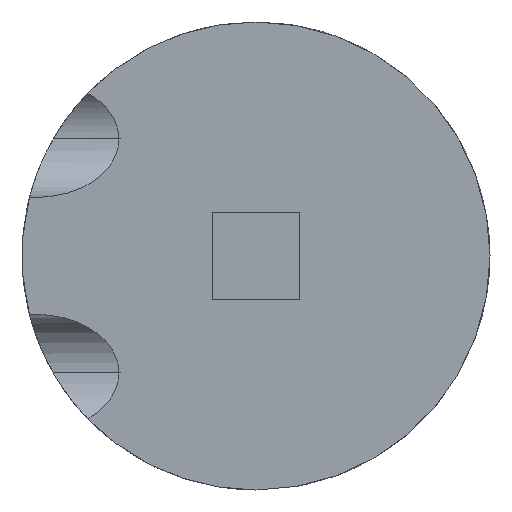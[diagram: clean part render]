
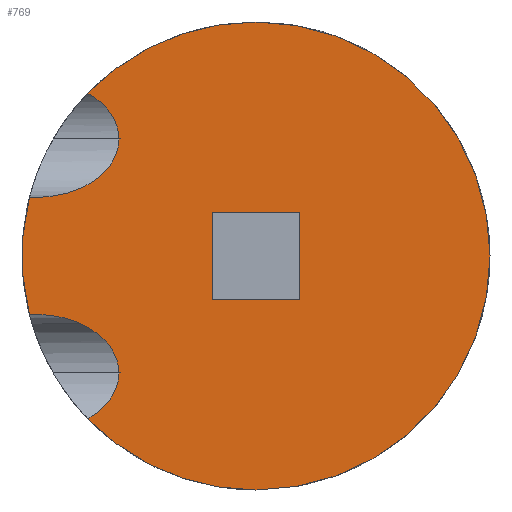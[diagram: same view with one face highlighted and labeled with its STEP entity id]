
A CAD part, front view. The second image highlights one B-rep face of the part: STEP entity #769.
In plain terms, the highlighted planar face has unit normal (0, -1, 0).
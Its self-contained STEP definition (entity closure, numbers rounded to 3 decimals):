
#92=CARTESIAN_POINT('Vertex',(-19.361,0.,5.016)) ;
#96=CARTESIAN_POINT('Control Point',(-19.361,0.,5.016)) ;
#97=CARTESIAN_POINT('Control Point',(-18.388,0.,4.961)) ;
#98=CARTESIAN_POINT('Control Point',(-17.365,0.,5.021)) ;
#99=CARTESIAN_POINT('Control Point',(-16.327,0.,5.219)) ;
#100=CARTESIAN_POINT('Control Point',(-14.507,0.,5.854)) ;
#101=CARTESIAN_POINT('Control Point',(-13.047,0.,6.96)) ;
#102=CARTESIAN_POINT('Control Point',(-12.496,0.,7.556)) ;
#103=CARTESIAN_POINT('Control Point',(-11.983,0.,8.434)) ;
#104=CARTESIAN_POINT('Control Point',(-11.768,0.,9.331)) ;
#105=CARTESIAN_POINT('Control Point',(-11.733,0.,9.558)) ;
#106=CARTESIAN_POINT('Control Point',(-11.716,0.,9.781)) ;
#107=CARTESIAN_POINT('Control Point',(-11.716,0.,10.)) ;
#108=CARTESIAN_POINT('Vertex',(-11.716,0.,10.)) ;
#205=CARTESIAN_POINT('Control Point',(-11.716,0.,10.)) ;
#206=CARTESIAN_POINT('Control Point',(-11.716,0.,10.921)) ;
#207=CARTESIAN_POINT('Control Point',(-12.016,0.,11.872)) ;
#208=CARTESIAN_POINT('Control Point',(-12.653,0.,12.719)) ;
#209=CARTESIAN_POINT('Control Point',(-13.464,0.,13.393)) ;
#210=CARTESIAN_POINT('Control Point',(-14.374,0.,13.907)) ;
#211=CARTESIAN_POINT('Vertex',(-14.374,0.,13.907)) ;
#273=CARTESIAN_POINT('Vertex',(0.,0.,20.)) ;
#358=CARTESIAN_POINT('Vertex',(0.,0.,-20.)) ;
#361=CARTESIAN_POINT('Axis2P3D Location',(0.,0.,0.)) ;
#365=CARTESIAN_POINT('Vertex',(-14.374,0.,-13.907)) ;
#429=CARTESIAN_POINT('Vertex',(-19.361,0.,-5.016)) ;
#432=CARTESIAN_POINT('Axis2P3D Location',(0.,0.,0.)) ;
#437=CARTESIAN_POINT('Axis2P3D Location',(0.,0.,0.)) ;
#682=CARTESIAN_POINT('Axis2P3D Location',(0.,0.,0.)) ;
#688=CARTESIAN_POINT('Control Point',(-14.374,0.,-13.907)) ;
#689=CARTESIAN_POINT('Control Point',(-13.862,0.,-13.618)) ;
#690=CARTESIAN_POINT('Control Point',(-13.382,0.,-13.278)) ;
#691=CARTESIAN_POINT('Control Point',(-12.947,0.,-12.887)) ;
#692=CARTESIAN_POINT('Control Point',(-12.314,0.,-12.134)) ;
#693=CARTESIAN_POINT('Control Point',(-11.92,0.,-11.279)) ;
#694=CARTESIAN_POINT('Control Point',(-11.804,0.,-10.911)) ;
#695=CARTESIAN_POINT('Control Point',(-11.731,0.,-10.504)) ;
#696=CARTESIAN_POINT('Control Point',(-11.717,0.,-10.1)) ;
#697=CARTESIAN_POINT('Control Point',(-11.716,0.,-10.067)) ;
#698=CARTESIAN_POINT('Control Point',(-11.716,0.,-10.033)) ;
#699=CARTESIAN_POINT('Control Point',(-11.716,0.,-10.)) ;
#700=CARTESIAN_POINT('Vertex',(-11.716,0.,-10.)) ;
#703=CARTESIAN_POINT('Axis2P3D Location',(0.,0.,0.)) ;
#709=CARTESIAN_POINT('Control Point',(-11.716,0.,-10.)) ;
#710=CARTESIAN_POINT('Control Point',(-11.716,0.,-9.556)) ;
#711=CARTESIAN_POINT('Control Point',(-11.785,0.,-9.097)) ;
#712=CARTESIAN_POINT('Control Point',(-11.934,0.,-8.635)) ;
#713=CARTESIAN_POINT('Control Point',(-12.412,0.,-7.7)) ;
#714=CARTESIAN_POINT('Control Point',(-13.192,0.,-6.878)) ;
#715=CARTESIAN_POINT('Control Point',(-13.668,0.,-6.497)) ;
#716=CARTESIAN_POINT('Control Point',(-14.93,0.,-5.707)) ;
#717=CARTESIAN_POINT('Control Point',(-16.396,0.,-5.226)) ;
#718=CARTESIAN_POINT('Control Point',(-17.28,0.,-5.054)) ;
#719=CARTESIAN_POINT('Control Point',(-18.232,0.,-4.978)) ;
#720=CARTESIAN_POINT('Control Point',(-19.148,0.,-5.006)) ;
#721=CARTESIAN_POINT('Control Point',(-19.219,0.,-5.009)) ;
#722=CARTESIAN_POINT('Control Point',(-19.29,0.,-5.012)) ;
#723=CARTESIAN_POINT('Control Point',(-19.361,0.,-5.016)) ;
#735=CARTESIAN_POINT('Line Origine',(0.,0.,3.75)) ;
#739=CARTESIAN_POINT('Vertex',(3.75,0.,3.75)) ;
#741=CARTESIAN_POINT('Vertex',(-3.75,0.,3.75)) ;
#744=CARTESIAN_POINT('Line Origine',(3.75,0.,0.)) ;
#748=CARTESIAN_POINT('Vertex',(3.75,0.,-3.75)) ;
#751=CARTESIAN_POINT('Line Origine',(0.,0.,-3.75)) ;
#755=CARTESIAN_POINT('Vertex',(-3.75,0.,-3.75)) ;
#758=CARTESIAN_POINT('Line Origine',(-3.75,0.,0.)) ;
#362=DIRECTION('Axis2P3D Direction',(0.,-1.,-0.)) ;
#433=DIRECTION('Axis2P3D Direction',(0.,-1.,-0.)) ;
#438=DIRECTION('Axis2P3D Direction',(0.,-1.,-0.)) ;
#683=DIRECTION('Axis2P3D Direction',(0.,1.,0.)) ;
#684=DIRECTION('Axis2P3D XDirection',(0.,-0.,1.)) ;
#704=DIRECTION('Axis2P3D Direction',(0.,1.,0.)) ;
#736=DIRECTION('Vector Direction',(-1.,0.,0.)) ;
#745=DIRECTION('Vector Direction',(0.,0.,1.)) ;
#752=DIRECTION('Vector Direction',(1.,0.,0.)) ;
#759=DIRECTION('Vector Direction',(0.,0.,-1.)) ;
#363=AXIS2_PLACEMENT_3D('Circle Axis2P3D',#361,#362,$) ;
#434=AXIS2_PLACEMENT_3D('Circle Axis2P3D',#432,#433,$) ;
#439=AXIS2_PLACEMENT_3D('Circle Axis2P3D',#437,#438,$) ;
#685=AXIS2_PLACEMENT_3D('Plane Axis2P3D',#682,#683,#684) ;
#705=AXIS2_PLACEMENT_3D('Circle Axis2P3D',#703,#704,$) ;
#726=ORIENTED_EDGE('',*,*,#702,.F.) ;
#727=ORIENTED_EDGE('',*,*,#367,.F.) ;
#728=ORIENTED_EDGE('',*,*,#707,.F.) ;
#729=ORIENTED_EDGE('',*,*,#441,.F.) ;
#730=ORIENTED_EDGE('',*,*,#213,.F.) ;
#731=ORIENTED_EDGE('',*,*,#110,.F.) ;
#732=ORIENTED_EDGE('',*,*,#436,.F.) ;
#733=ORIENTED_EDGE('',*,*,#724,.F.) ;
#764=ORIENTED_EDGE('',*,*,#743,.F.) ;
#765=ORIENTED_EDGE('',*,*,#750,.F.) ;
#766=ORIENTED_EDGE('',*,*,#757,.F.) ;
#767=ORIENTED_EDGE('',*,*,#762,.F.) ;
#768=FACE_BOUND('',#763,.T.) ;
#737=VECTOR('Line Direction',#736,1.) ;
#746=VECTOR('Line Direction',#745,1.) ;
#753=VECTOR('Line Direction',#752,1.) ;
#760=VECTOR('Line Direction',#759,1.) ;
#769=ADVANCED_FACE('Cortar-Extruir10',(#734,#768),#686,.F.) ;
#95=B_SPLINE_CURVE_WITH_KNOTS('',5,(#96,#97,#98,#99,#100,#101,#102,#103,#104,#105,#106,#107),.UNSPECIFIED.,.F.,.U.,(6,3,3,6),(0.,7.233,13.248,15.272),.UNSPECIFIED.) ;
#204=B_SPLINE_CURVE_WITH_KNOTS('',5,(#205,#206,#207,#208,#209,#210),.UNSPECIFIED.,.F.,.U.,(6,6),(0.,7.186),.UNSPECIFIED.) ;
#687=B_SPLINE_CURVE_WITH_KNOTS('',5,(#688,#689,#690,#691,#692,#693,#694,#695,#696,#697,#698,#699),.UNSPECIFIED.,.F.,.U.,(6,3,3,6),(0.,4.04,6.924,7.184),.UNSPECIFIED.) ;
#708=B_SPLINE_CURVE_WITH_KNOTS('',5,(#709,#710,#711,#712,#713,#714,#715,#716,#717,#718,#719,#720,#721,#722,#723),.UNSPECIFIED.,.F.,.U.,(6,3,3,3,6),(0.,4.096,8.538,14.758,15.282),.UNSPECIFIED.) ;
#364=CIRCLE('generated circle',#363,20.) ;
#435=CIRCLE('generated circle',#434,20.) ;
#440=CIRCLE('generated circle',#439,20.) ;
#706=CIRCLE('generated circle',#705,20.) ;
#110=EDGE_CURVE('',#93,#109,#95,.T.) ;
#213=EDGE_CURVE('',#109,#212,#204,.T.) ;
#367=EDGE_CURVE('',#359,#366,#364,.F.) ;
#436=EDGE_CURVE('',#430,#93,#435,.F.) ;
#441=EDGE_CURVE('',#212,#274,#440,.F.) ;
#702=EDGE_CURVE('',#366,#701,#687,.T.) ;
#707=EDGE_CURVE('',#274,#359,#706,.T.) ;
#724=EDGE_CURVE('',#701,#430,#708,.T.) ;
#743=EDGE_CURVE('',#740,#742,#738,.T.) ;
#750=EDGE_CURVE('',#749,#740,#747,.T.) ;
#757=EDGE_CURVE('',#756,#749,#754,.T.) ;
#762=EDGE_CURVE('',#742,#756,#761,.T.) ;
#725=EDGE_LOOP('',(#726,#727,#728,#729,#730,#731,#732,#733)) ;
#763=EDGE_LOOP('',(#764,#765,#766,#767)) ;
#734=FACE_OUTER_BOUND('',#725,.T.) ;
#738=LINE('Line',#735,#737) ;
#747=LINE('Line',#744,#746) ;
#754=LINE('Line',#751,#753) ;
#761=LINE('Line',#758,#760) ;
#686=PLANE('Plane',#685) ;
#93=VERTEX_POINT('',#92) ;
#109=VERTEX_POINT('',#108) ;
#212=VERTEX_POINT('',#211) ;
#274=VERTEX_POINT('',#273) ;
#359=VERTEX_POINT('',#358) ;
#366=VERTEX_POINT('',#365) ;
#430=VERTEX_POINT('',#429) ;
#701=VERTEX_POINT('',#700) ;
#740=VERTEX_POINT('',#739) ;
#742=VERTEX_POINT('',#741) ;
#749=VERTEX_POINT('',#748) ;
#756=VERTEX_POINT('',#755) ;
